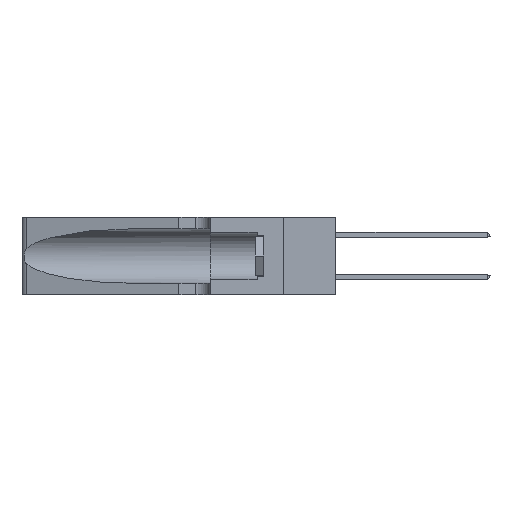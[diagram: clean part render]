
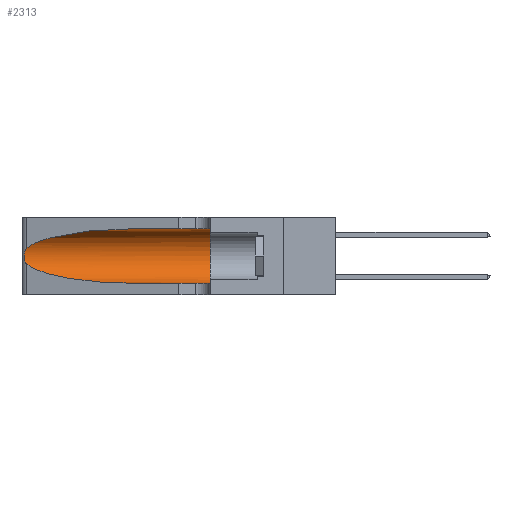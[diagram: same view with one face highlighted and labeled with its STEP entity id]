
A CAD part, left-side view. The second image highlights one B-rep face of the part: STEP entity #2313.
In plain terms, the highlighted cylindrical face has radius 3.308 mm (diameter 6.617 mm), a partial arc.
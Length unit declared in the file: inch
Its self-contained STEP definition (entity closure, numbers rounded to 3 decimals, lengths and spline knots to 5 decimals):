
#311 = CARTESIAN_POINT ( 'NONE',  ( 0.2373, 1.15595, 0.08982 ) ) ;
#360 = VERTEX_POINT ( 'NONE', #1783 ) ;
#570 = EDGE_LOOP ( 'NONE', ( #14621, #9790, #17523, #18970, #7952, #9425 ) ) ;
#628 = CIRCLE ( 'NONE', #25459, 0.13025 ) ;
#630 = EDGE_CURVE ( 'NONE', #22886, #12012, #15187, .T. ) ;
#923 = CARTESIAN_POINT ( 'NONE',  ( 0.25639, 1.23186, 0.15144 ) ) ;
#1493 = B_SPLINE_CURVE_WITH_KNOTS ( 'NONE', 3,
 ( #12645, #10279, #5623, #22060, #7994, #24396, #10382, #26747, #12753, #29066, #15137, #923, #17463, #3316 ),
 .UNSPECIFIED., .F., .F.,
 ( 4, 2, 2, 2, 2, 2, 4 ),
 ( 0., 0.00027, 0.00053, 0.00107, 0.0016, 0.00187, 0.00214 ),
 .UNSPECIFIED. ) ;
#1764 = CARTESIAN_POINT ( 'NONE',  ( 0.1305, 0.35, 0.05475 ) ) ;
#1783 = CARTESIAN_POINT ( 'NONE',  ( 0.25487, 1.22718, 0.14631 ) ) ;
#2313 = ADVANCED_FACE ( 'NONE', ( #29840 ), #29131, .F. ) ;
#2712 = CARTESIAN_POINT ( 'NONE',  ( 0.18966, 0.96281, 0.05475 ) ) ;
#3127 = DIRECTION ( 'NONE',  ( 0., 1., 0. ) ) ;
#3316 = CARTESIAN_POINT ( 'NONE',  ( 0.25487, 1.22718, 0.14631 ) ) ;
#4578 = LINE ( 'NONE', #13848, #17151 ) ;
#5247 = CARTESIAN_POINT ( 'NONE',  ( 0.1305, 0.35, 0.31525 ) ) ;
#5623 = CARTESIAN_POINT ( 'NONE',  ( 0.25639, 1.23184, 0.21858 ) ) ;
#6161 = VECTOR ( 'NONE', #6529, 39.37008 ) ;
#6529 = DIRECTION ( 'NONE',  ( 0., -1., 0. ) ) ;
#6878 = CARTESIAN_POINT ( 'NONE',  ( 0.2373, 1.15595, 0.28018 ) ) ;
#7507 = CARTESIAN_POINT ( 'NONE',  ( 0.25487, 1.22718, 0.22369 ) ) ;
#7952 = ORIENTED_EDGE ( 'NONE', *, *, #9815, .F. ) ;
#7994 = CARTESIAN_POINT ( 'NONE',  ( 0.25854, 1.2359, 0.20912 ) ) ;
#9055 = VERTEX_POINT ( 'NONE', #5247 ) ;
#9425 = ORIENTED_EDGE ( 'NONE', *, *, #16847, .F. ) ;
#9790 = ORIENTED_EDGE ( 'NONE', *, *, #15123, .T. ) ;
#9815 = EDGE_CURVE ( 'NONE', #9055, #12449, #628, .T. ) ;
#10279 = CARTESIAN_POINT ( 'NONE',  ( 0.25555, 1.22994, 0.2215 ) ) ;
#10382 = CARTESIAN_POINT ( 'NONE',  ( 0.26075, 1.23896, 0.19203 ) ) ;
#11229 = CARTESIAN_POINT ( 'NONE',  ( 0.1305, 0.72297, 0.31525 ) ) ;
#12012 = VERTEX_POINT ( 'NONE', #7507 ) ;
#12449 = VERTEX_POINT ( 'NONE', #1764 ) ;
#12645 = CARTESIAN_POINT ( 'NONE',  ( 0.25487, 1.22718, 0.22369 ) ) ;
#12753 = CARTESIAN_POINT ( 'NONE',  ( 0.26017, 1.23833, 0.17102 ) ) ;
#12954 = EDGE_CURVE ( 'NONE', #360, #12962, #19234, .T. ) ;
#12962 = VERTEX_POINT ( 'NONE', #23900 ) ;
#13848 = CARTESIAN_POINT ( 'NONE',  ( 0.1305, 1.61858, 0.31525 ) ) ;
#14538 = CARTESIAN_POINT ( 'NONE',  ( 0.25487, 1.22718, 0.14631 ) ) ;
#14621 = ORIENTED_EDGE ( 'NONE', *, *, #630, .T. ) ;
#15123 = EDGE_CURVE ( 'NONE', #12012, #360, #1493, .T. ) ;
#15137 = CARTESIAN_POINT ( 'NONE',  ( 0.25789, 1.23486, 0.15765 ) ) ;
#15187 =( BOUNDED_CURVE ( )  B_SPLINE_CURVE ( 3, ( #23373, #16349, #6878, #25725 ),
 .UNSPECIFIED., .F., .F. ) 
 B_SPLINE_CURVE_WITH_KNOTS ( ( 4, 4 ),
 ( 1.5708, 2.84003 ),
 .UNSPECIFIED. ) 
 CURVE ( )  GEOMETRIC_REPRESENTATION_ITEM ( )  RATIONAL_B_SPLINE_CURVE ( ( 1., 0.87, 0.87, 1. ) ) 
 REPRESENTATION_ITEM ( '' )  );
#15913 = CARTESIAN_POINT ( 'NONE',  ( 0.1305, 1.61858, 0.05475 ) ) ;
#15927 = EDGE_CURVE ( 'NONE', #12962, #12449, #24866, .T. ) ;
#16349 = CARTESIAN_POINT ( 'NONE',  ( 0.18966, 0.96281, 0.31525 ) ) ;
#16847 = EDGE_CURVE ( 'NONE', #22886, #9055, #4578, .T. ) ;
#17151 = VECTOR ( 'NONE', #27802, 39.37008 ) ;
#17282 = CARTESIAN_POINT ( 'NONE',  ( 0.1305, 0.35, 0.185 ) ) ;
#17463 = CARTESIAN_POINT ( 'NONE',  ( 0.25555, 1.22993, 0.14849 ) ) ;
#17523 = ORIENTED_EDGE ( 'NONE', *, *, #12954, .T. ) ;
#17687 = DIRECTION ( 'NONE',  ( 0., -1., 0. ) ) ;
#18970 = ORIENTED_EDGE ( 'NONE', *, *, #15927, .T. ) ;
#19204 = CARTESIAN_POINT ( 'NONE',  ( 0.1305, 0.72297, 0.05475 ) ) ;
#19234 =( BOUNDED_CURVE ( )  B_SPLINE_CURVE ( 3, ( #14538, #311, #2712, #19204 ),
 .UNSPECIFIED., .F., .T. ) 
 B_SPLINE_CURVE_WITH_KNOTS ( ( 4, 4 ),
 ( 3.44316, 4.71239 ),
 .UNSPECIFIED. ) 
 CURVE ( )  GEOMETRIC_REPRESENTATION_ITEM ( )  RATIONAL_B_SPLINE_CURVE ( ( 1., 0.87, 0.87, 1. ) ) 
 REPRESENTATION_ITEM ( '' )  );
#19620 = DIRECTION ( 'NONE',  ( 0., 0., 1. ) ) ;
#19935 = CARTESIAN_POINT ( 'NONE',  ( 0.1305, 1.61858, 0.185 ) ) ;
#22060 = CARTESIAN_POINT ( 'NONE',  ( 0.25787, 1.23484, 0.2124 ) ) ;
#22886 = VERTEX_POINT ( 'NONE', #11229 ) ;
#23373 = CARTESIAN_POINT ( 'NONE',  ( 0.1305, 0.72297, 0.31525 ) ) ;
#23594 = AXIS2_PLACEMENT_3D ( 'NONE', #19935, #17687, #24626 ) ;
#23900 = CARTESIAN_POINT ( 'NONE',  ( 0.1305, 0.72297, 0.05475 ) ) ;
#24396 = CARTESIAN_POINT ( 'NONE',  ( 0.26018, 1.23835, 0.19895 ) ) ;
#24626 = DIRECTION ( 'NONE',  ( 0., 0., -1. ) ) ;
#24866 = LINE ( 'NONE', #15913, #6161 ) ;
#25459 = AXIS2_PLACEMENT_3D ( 'NONE', #17282, #3127, #19620 ) ;
#25725 = CARTESIAN_POINT ( 'NONE',  ( 0.25487, 1.22718, 0.22369 ) ) ;
#26747 = CARTESIAN_POINT ( 'NONE',  ( 0.26075, 1.23896, 0.178 ) ) ;
#27802 = DIRECTION ( 'NONE',  ( 0., -1., 0. ) ) ;
#29066 = CARTESIAN_POINT ( 'NONE',  ( 0.25856, 1.23593, 0.16098 ) ) ;
#29131 = CYLINDRICAL_SURFACE ( 'NONE', #23594, 0.13025 ) ;
#29840 = FACE_OUTER_BOUND ( 'NONE', #570, .T. ) ;
